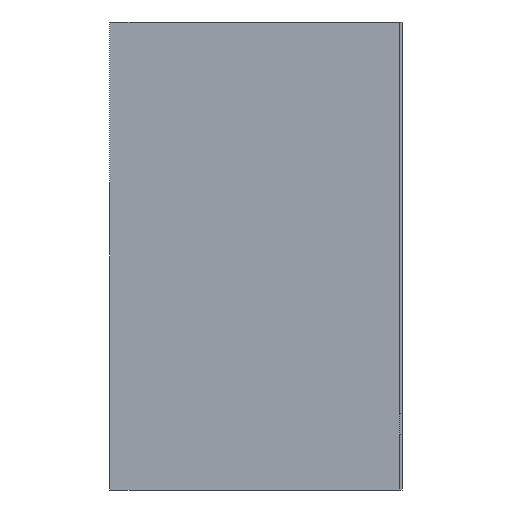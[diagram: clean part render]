
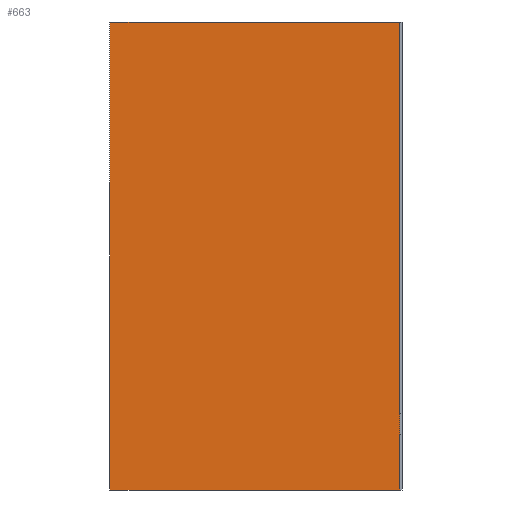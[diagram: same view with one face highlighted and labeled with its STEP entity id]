
A CAD part, left-side view. The second image highlights one B-rep face of the part: STEP entity #663.
In plain terms, the highlighted planar face has unit normal (-1, 0, 0).
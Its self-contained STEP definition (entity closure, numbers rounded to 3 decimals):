
#285=DIRECTION('',(0.,0.,1.));
#286=VECTOR('',#285,323.);
#287=CARTESIAN_POINT('',(-161.5,0.,-161.5));
#288=LINE('',#287,#286);
#389=DIRECTION('',(0.,0.,1.));
#390=VECTOR('',#389,323.);
#391=CARTESIAN_POINT('',(-161.5,200.,-161.5));
#392=LINE('',#391,#390);
#409=DIRECTION('',(0.,1.,0.));
#410=VECTOR('',#409,200.);
#411=CARTESIAN_POINT('',(-161.5,0.,-161.5));
#412=LINE('',#411,#410);
#413=DIRECTION('',(0.,1.,0.));
#414=VECTOR('',#413,200.);
#415=CARTESIAN_POINT('',(-161.5,0.,161.5));
#416=LINE('',#415,#414);
#421=CARTESIAN_POINT('',(-161.5,0.,-161.5));
#422=CARTESIAN_POINT('',(-161.5,0.,161.5));
#423=VERTEX_POINT('',#421);
#424=VERTEX_POINT('',#422);
#437=CARTESIAN_POINT('',(-161.5,200.,-161.5));
#438=CARTESIAN_POINT('',(-161.5,200.,161.5));
#439=VERTEX_POINT('',#437);
#440=VERTEX_POINT('',#438);
#651=CARTESIAN_POINT('',(-161.5,0.,-161.5));
#652=DIRECTION('',(-1.,0.,0.));
#653=DIRECTION('',(0.,0.,1.));
#654=AXIS2_PLACEMENT_3D('',#651,#652,#653);
#655=PLANE('',#654);
#656=ORIENTED_EDGE('',*,*,#478,.F.);
#657=ORIENTED_EDGE('',*,*,#632,.T.);
#658=ORIENTED_EDGE('',*,*,#605,.T.);
#660=ORIENTED_EDGE('',*,*,#659,.F.);
#661=EDGE_LOOP('',(#656,#657,#658,#660));
#662=FACE_OUTER_BOUND('',#661,.F.);
#478=EDGE_CURVE('',#423,#424,#288,.T.);
#605=EDGE_CURVE('',#439,#440,#392,.T.);
#632=EDGE_CURVE('',#423,#439,#412,.T.);
#659=EDGE_CURVE('',#424,#440,#416,.T.);
#663=ADVANCED_FACE('',(#662),#655,.T.);
